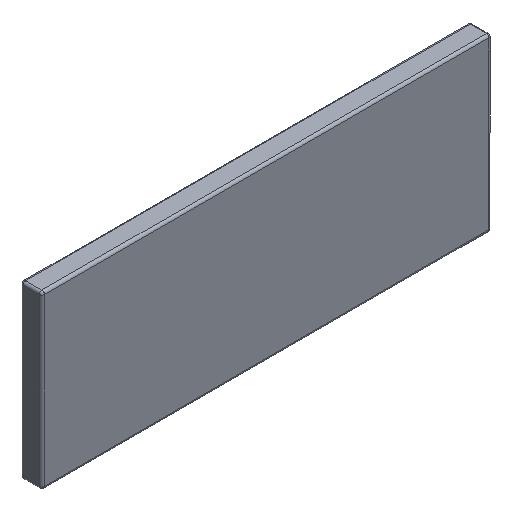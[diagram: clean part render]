
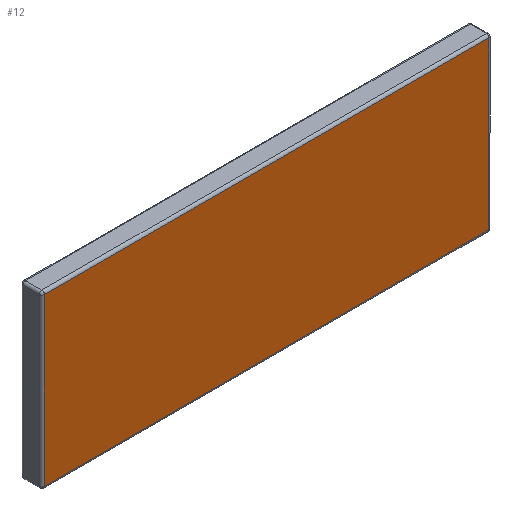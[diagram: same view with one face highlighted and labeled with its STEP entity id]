
A CAD part, isometric view. The second image highlights one B-rep face of the part: STEP entity #12.
In plain terms, the highlighted planar face has unit normal (0, -1, 0).
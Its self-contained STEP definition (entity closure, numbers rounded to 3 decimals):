
#6 = VECTOR ( 'NONE', #368, 1000. ) ;
#12 = ADVANCED_FACE ( 'NONE', ( #451 ), #52, .F. ) ;
#17 = VECTOR ( 'NONE', #343, 1000. ) ;
#19 = DIRECTION ( 'NONE',  ( 1., 0., 0. ) ) ;
#26 = EDGE_CURVE ( 'NONE', #607, #587, #405, .T. ) ;
#50 = DIRECTION ( 'NONE',  ( 0., 0., 1. ) ) ;
#52 = PLANE ( 'NONE',  #667 ) ;
#63 = ORIENTED_EDGE ( 'NONE', *, *, #26, .T. ) ;
#71 = VERTEX_POINT ( 'NONE', #502 ) ;
#81 = CARTESIAN_POINT ( 'NONE',  ( -519., 0., 194. ) ) ;
#116 = CARTESIAN_POINT ( 'NONE',  ( 0., 0., -194. ) ) ;
#122 = VERTEX_POINT ( 'NONE', #81 ) ;
#159 = EDGE_CURVE ( 'NONE', #71, #607, #535, .T. ) ;
#166 = EDGE_CURVE ( 'NONE', #122, #71, #281, .T. ) ;
#190 = LINE ( 'NONE', #346, #17 ) ;
#199 = DIRECTION ( 'NONE',  ( 0., 1., 0. ) ) ;
#263 = EDGE_CURVE ( 'NONE', #587, #122, #190, .T. ) ;
#281 = LINE ( 'NONE', #329, #6 ) ;
#301 = VECTOR ( 'NONE', #19, 1000. ) ;
#326 = VECTOR ( 'NONE', #50, 1000. ) ;
#329 = CARTESIAN_POINT ( 'NONE',  ( -519., 0., 0. ) ) ;
#343 = DIRECTION ( 'NONE',  ( -1., 0., 0. ) ) ;
#346 = CARTESIAN_POINT ( 'NONE',  ( 0., 0., 194. ) ) ;
#348 = CARTESIAN_POINT ( 'NONE',  ( 0., 0., 0. ) ) ;
#368 = DIRECTION ( 'NONE',  ( 0., 0., -1. ) ) ;
#405 = LINE ( 'NONE', #615, #326 ) ;
#451 = FACE_OUTER_BOUND ( 'NONE', #647, .T. ) ;
#490 = CARTESIAN_POINT ( 'NONE',  ( 519., 0., -194. ) ) ;
#502 = CARTESIAN_POINT ( 'NONE',  ( -519., 0., -194. ) ) ;
#505 = ORIENTED_EDGE ( 'NONE', *, *, #159, .T. ) ;
#515 = DIRECTION ( 'NONE',  ( 0., 0., 1. ) ) ;
#516 = ORIENTED_EDGE ( 'NONE', *, *, #166, .T. ) ;
#535 = LINE ( 'NONE', #116, #301 ) ;
#553 = CARTESIAN_POINT ( 'NONE',  ( 519., 0., 194. ) ) ;
#587 = VERTEX_POINT ( 'NONE', #553 ) ;
#597 = ORIENTED_EDGE ( 'NONE', *, *, #263, .T. ) ;
#607 = VERTEX_POINT ( 'NONE', #490 ) ;
#615 = CARTESIAN_POINT ( 'NONE',  ( 519., 0., 0. ) ) ;
#647 = EDGE_LOOP ( 'NONE', ( #516, #505, #63, #597 ) ) ;
#667 = AXIS2_PLACEMENT_3D ( 'NONE', #348, #199, #515 ) ;
